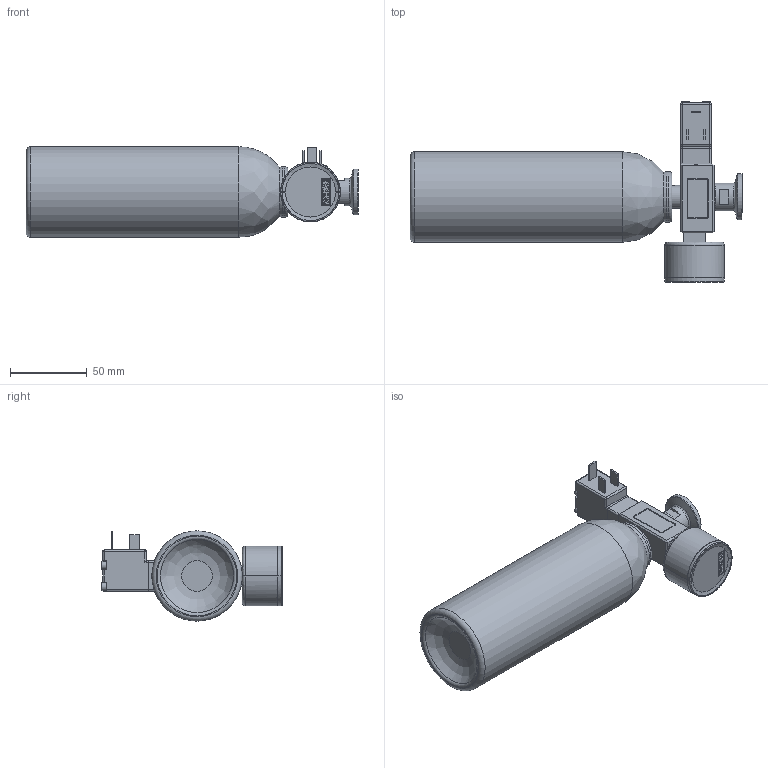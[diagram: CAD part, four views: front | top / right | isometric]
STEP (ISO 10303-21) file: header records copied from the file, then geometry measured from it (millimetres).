
FILE_DESCRIPTION(/* description */ (''),/* implementation_level */ '2;1');
FILE_NAME(/* name */ '561-501_ArH2_Testleck_Dummy_001_1.stp',/* time_stamp */ '2026-03-27T07:34:34+01:00',/* author */ (''),/* organization */ (''),/* preprocessor_version */ 'ST-DEVELOPER v19.4',/* originating_system */ 'SIEMENS PLM Software NX2306.1700',/* authorisation */ '');
FILE_SCHEMA (('AUTOMOTIVE_DESIGN { 1 0 10303 214 3 1 1 1 }'));
Length unit declared in the file: millimetre
Products named in the file (1): 001_objects
Bounding box: 216.7 x 117.5 x 59 mm (x, y, z)
Surface area: 81232.8 mm2 (no closed solid volume)
Topology: 0 solids, 238 shells, 238 faces, 1082 edges, 1045 vertices
Faces by surface type: plane 164, cylinder 44, bspline 12, torus 10, cone 4, sphere 4
Full cylindrical faces by diameter (mm): 3.2 x1, 5 x4, 8 x1, 10.5 x1, 15 x1, 17.2 x1, 18 x2, 20 x1, 24.5 x1, 30 x1, 32.9 x1, 59 x2
Entity records: 14174 total; most frequent: CARTESIAN_POINT 3172, DIRECTION 1688, ORIENTED_EDGE 1035, VERTEX_POINT 1035, EDGE_CURVE 1035, LINE 780, VECTOR 780, AXIS2_PLACEMENT_3D 454
